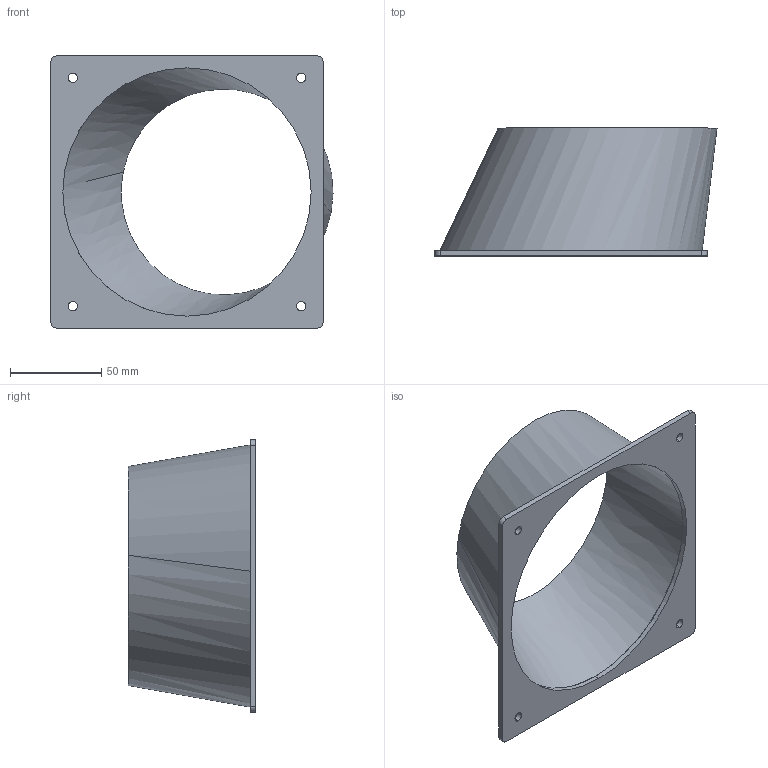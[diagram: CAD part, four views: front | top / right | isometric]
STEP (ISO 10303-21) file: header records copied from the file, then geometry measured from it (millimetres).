
FILE_DESCRIPTION (( 'STEP AP214' ), '1' );
FILE_NAME ('fan_holder_front.STEP', '2025-02-15T23:20:45', ( '' ), ( '' ), 'SwSTEP 2.0', 'SolidWorks 2025', '' );
FILE_SCHEMA (( 'AUTOMOTIVE_DESIGN' ));
Length unit declared in the file: millimetre
Products named in the file (1): fan_holder_front
Bounding box: 154.49 x 70 x 149 mm (x, y, z)
Volume: 123364.4 mm3; surface area: 74011.6 mm2
Topology: 1 solids, 1 shells, 26 faces, 69 edges, 46 vertices
Faces by surface type: cylinder 14, plane 8, bspline 4
Entity records: 2695 total; most frequent: CARTESIAN_POINT 2006, ORIENTED_EDGE 138, DIRECTION 134, EDGE_CURVE 69, AXIS2_PLACEMENT_3D 54, VERTEX_POINT 46, EDGE_LOOP 37, CIRCLE 31
